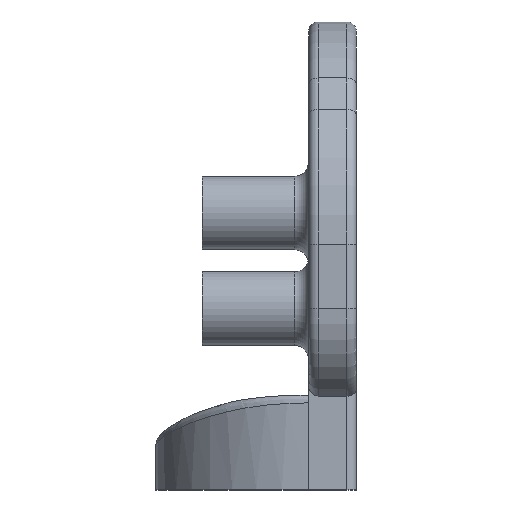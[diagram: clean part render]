
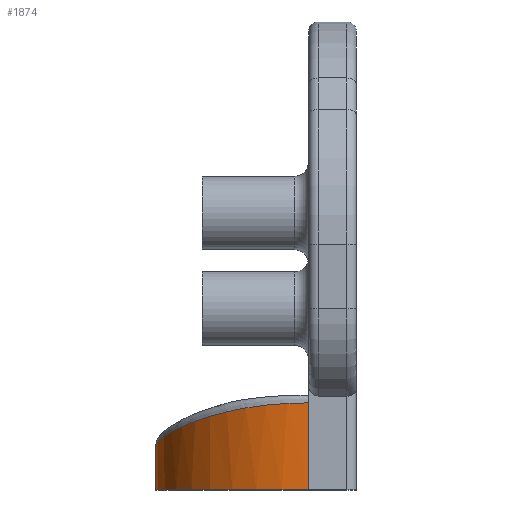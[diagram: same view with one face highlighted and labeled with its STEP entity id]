
A CAD part, left-side view. The second image highlights one B-rep face of the part: STEP entity #1874.
In plain terms, the highlighted cylindrical face has radius 16 mm (diameter 32 mm), a partial arc.
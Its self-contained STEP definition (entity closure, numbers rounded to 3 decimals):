
#73 = CARTESIAN_POINT ( 'NONE',  ( 21.469, 21., -44.294 ) ) ;
#140 = CARTESIAN_POINT ( 'NONE',  ( 20.94, 20.974, -44.209 ) ) ;
#141 = VECTOR ( 'NONE', #5106, 1000. ) ;
#194 = FACE_OUTER_BOUND ( 'NONE', #1104, .T. ) ;
#429 = VERTEX_POINT ( 'NONE', #5541 ) ;
#552 = CARTESIAN_POINT ( 'NONE',  ( 6., 5., -39.877 ) ) ;
#593 = CARTESIAN_POINT ( 'NONE',  ( 17.829, 20.456, -43.611 ) ) ;
#629 = CARTESIAN_POINT ( 'NONE',  ( 8.183, 13.086, -40.696 ) ) ;
#661 = CARTESIAN_POINT ( 'NONE',  ( 11.093, 16.718, -41.743 ) ) ;
#779 = CARTESIAN_POINT ( 'NONE',  ( 22., 5., 0. ) ) ;
#1043 = CARTESIAN_POINT ( 'NONE',  ( 16.334, 19.972, -43.264 ) ) ;
#1053 = AXIS2_PLACEMENT_3D ( 'NONE', #1196, #5287, #5841 ) ;
#1076 = CARTESIAN_POINT ( 'NONE',  ( 6., 6.075, -39.877 ) ) ;
#1104 = EDGE_LOOP ( 'NONE', ( #2271, #3936, #4040, #3581 ) ) ;
#1107 = CARTESIAN_POINT ( 'NONE',  ( 18.337, 20.584, -43.72 ) ) ;
#1145 = CARTESIAN_POINT ( 'NONE',  ( 14.896, 19.374, -42.9 ) ) ;
#1180 = CARTESIAN_POINT ( 'NONE',  ( 13.989, 18.888, -42.647 ) ) ;
#1196 = CARTESIAN_POINT ( 'NONE',  ( 22., 5., -49. ) ) ;
#1220 = CARTESIAN_POINT ( 'NONE',  ( 6., 5., -39.877 ) ) ;
#1268 = DIRECTION ( 'NONE',  ( 1., 0., 0. ) ) ;
#1336 = DIRECTION ( 'NONE',  ( 0., 0., 1. ) ) ;
#1794 = EDGE_CURVE ( 'NONE', #429, #3964, #2916, .T. ) ;
#1874 = ADVANCED_FACE ( 'NONE', ( #194 ), #4438, .T. ) ;
#2271 = ORIENTED_EDGE ( 'NONE', *, *, #1794, .T. ) ;
#2451 = EDGE_CURVE ( 'NONE', #3308, #6063, #4415, .T. ) ;
#2482 = AXIS2_PLACEMENT_3D ( 'NONE', #779, #1336, #1268 ) ;
#2527 = CIRCLE ( 'NONE', #1053, 16. ) ;
#2668 = CARTESIAN_POINT ( 'NONE',  ( 8.459, 13.538, -40.799 ) ) ;
#2724 = DIRECTION ( 'NONE',  ( 0., 0., 1. ) ) ;
#2733 = CARTESIAN_POINT ( 'NONE',  ( 12.283, 17.722, -42.13 ) ) ;
#2765 = CARTESIAN_POINT ( 'NONE',  ( 22., 21., -44.372 ) ) ;
#2916 = LINE ( 'NONE', #6137, #141 ) ;
#3036 = VECTOR ( 'NONE', #2724, 1000. ) ;
#3208 = CARTESIAN_POINT ( 'NONE',  ( 7.457, 11.692, -40.423 ) ) ;
#3287 = CARTESIAN_POINT ( 'NONE',  ( 22., 21., -49. ) ) ;
#3308 = VERTEX_POINT ( 'NONE', #3287 ) ;
#3312 = CARTESIAN_POINT ( 'NONE',  ( 16.828, 20.15, -43.383 ) ) ;
#3581 = ORIENTED_EDGE ( 'NONE', *, *, #5993, .F. ) ;
#3756 = CARTESIAN_POINT ( 'NONE',  ( 11.477, 17.064, -41.871 ) ) ;
#3879 = CARTESIAN_POINT ( 'NONE',  ( 22., 21., -44.372 ) ) ;
#3936 = ORIENTED_EDGE ( 'NONE', *, *, #4257, .T. ) ;
#3964 = VERTEX_POINT ( 'NONE', #1220 ) ;
#4040 = ORIENTED_EDGE ( 'NONE', *, *, #2451, .F. ) ;
#4257 = EDGE_CURVE ( 'NONE', #3964, #6063, #6377, .T. ) ;
#4279 = CARTESIAN_POINT ( 'NONE',  ( 19.367, 20.791, -43.928 ) ) ;
#4415 = LINE ( 'NONE', #6453, #3036 ) ;
#4438 = CYLINDRICAL_SURFACE ( 'NONE', #2482, 16. ) ;
#4809 = CARTESIAN_POINT ( 'NONE',  ( 6.107, 7.139, -39.917 ) ) ;
#4846 = CARTESIAN_POINT ( 'NONE',  ( 9.996, 15.628, -41.368 ) ) ;
#5106 = DIRECTION ( 'NONE',  ( 0., 0., 1. ) ) ;
#5287 = DIRECTION ( 'NONE',  ( 0., 0., -1. ) ) ;
#5299 = CARTESIAN_POINT ( 'NONE',  ( 6.848, 10.245, -40.195 ) ) ;
#5329 = CARTESIAN_POINT ( 'NONE',  ( 9.337, 14.835, -41.128 ) ) ;
#5363 = CARTESIAN_POINT ( 'NONE',  ( 7.684, 12.163, -40.508 ) ) ;
#5541 = CARTESIAN_POINT ( 'NONE',  ( 6., 5., -49. ) ) ;
#5841 = DIRECTION ( 'NONE',  ( 1., 0., 0. ) ) ;
#5882 = CARTESIAN_POINT ( 'NONE',  ( 19.89, 20.869, -44.026 ) ) ;
#5951 = CARTESIAN_POINT ( 'NONE',  ( 12.701, 18.031, -42.26 ) ) ;
#5993 = EDGE_CURVE ( 'NONE', #429, #3308, #2527, .T. ) ;
#6063 = VERTEX_POINT ( 'NONE', #3879 ) ;
#6137 = CARTESIAN_POINT ( 'NONE',  ( 6., 5., 0. ) ) ;
#6377 = B_SPLINE_CURVE_WITH_KNOTS ( 'NONE', 3,
 ( #552, #1076, #4809, #6429, #5299, #3208, #5363, #629, #2668, #5329, #4846, #661, #3756, #2733, #5951, #1180, #1145, #1043, #3312, #593, #1107, #4279, #5882, #140, #73, #2765 ),
 .UNSPECIFIED., .F., .F.,
 ( 4, 2, 2, 2, 2, 2, 2, 2, 2, 2, 2, 2, 4 ),
 ( 0., 0.003, 0.006, 0.008, 0.01, 0.013, 0.014, 0.016, 0.019, 0.021, 0.022, 0.024, 0.026 ),
 .UNSPECIFIED. ) ;
#6429 = CARTESIAN_POINT ( 'NONE',  ( 6.535, 9.24, -40.078 ) ) ;
#6453 = CARTESIAN_POINT ( 'NONE',  ( 22., 21., 0. ) ) ;
